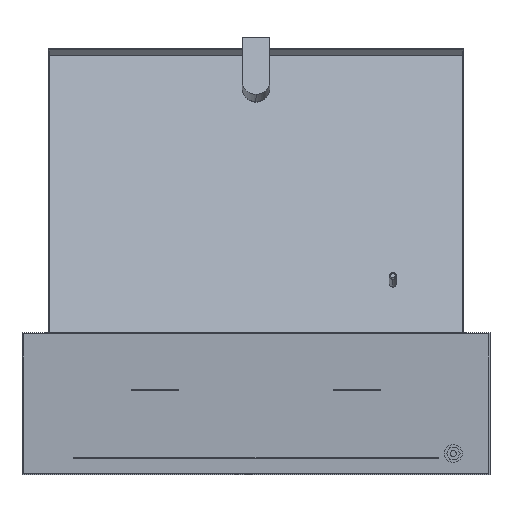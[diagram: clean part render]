
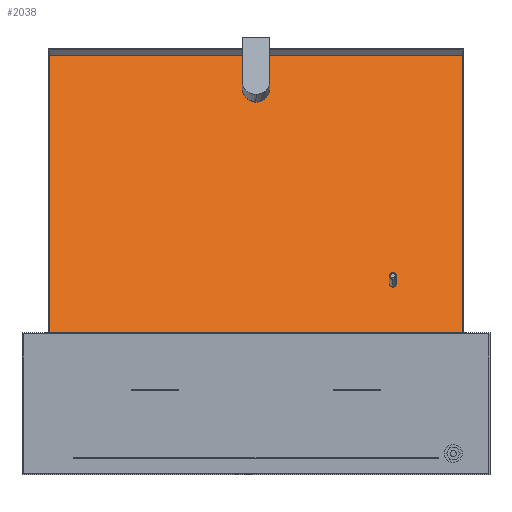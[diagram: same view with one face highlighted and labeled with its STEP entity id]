
A CAD part, left-side view. The second image highlights one B-rep face of the part: STEP entity #2038.
In plain terms, the highlighted face is planar.
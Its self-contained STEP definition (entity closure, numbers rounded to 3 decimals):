
#47 = DIRECTION ( 'NONE',  ( 1., 0., 0. ) ) ;
#167 = DIRECTION ( 'NONE',  ( 0., -1., 0. ) ) ;
#192 = FACE_BOUND ( 'NONE', #5379, .T. ) ;
#350 = DIRECTION ( 'NONE',  ( 1., 0., 0. ) ) ;
#488 = DIRECTION ( 'NONE',  ( 1., 0., 0. ) ) ;
#555 = DIRECTION ( 'NONE',  ( -1., 0., 0. ) ) ;
#1000 = VERTEX_POINT ( 'NONE', #8031 ) ;
#1411 = CARTESIAN_POINT ( 'NONE',  ( 0., 0., -1. ) ) ;
#1492 = EDGE_CURVE ( 'NONE', #3534, #1000, #6456, .T. ) ;
#1503 = VERTEX_POINT ( 'NONE', #7947 ) ;
#1824 = CARTESIAN_POINT ( 'NONE',  ( -132., 0., -1. ) ) ;
#2011 = FACE_BOUND ( 'NONE', #5681, .T. ) ;
#2038 = ADVANCED_FACE ( 'NONE', ( #2011, #5641, #192 ), #3226, .F. ) ;
#2040 = DIRECTION ( 'NONE',  ( 0., 0., 1. ) ) ;
#2223 = EDGE_CURVE ( 'NONE', #4669, #7037, #5012, .T. ) ;
#2237 = AXIS2_PLACEMENT_3D ( 'NONE', #4169, #2040, #3251 ) ;
#2339 = CARTESIAN_POINT ( 'NONE',  ( 73., -115.5, -1. ) ) ;
#2395 = CARTESIAN_POINT ( 'NONE',  ( 0., 174.5, -1. ) ) ;
#2455 = VECTOR ( 'NONE', #555, 1000. ) ;
#2981 = DIRECTION ( 'NONE',  ( 0., 1., 0. ) ) ;
#3226 = PLANE ( 'NONE',  #5118 ) ;
#3251 = DIRECTION ( 'NONE',  ( 1., 0., 0. ) ) ;
#3385 = EDGE_CURVE ( 'NONE', #7896, #3534, #3917, .T. ) ;
#3386 = CARTESIAN_POINT ( 'NONE',  ( 0., -174.5, -1. ) ) ;
#3534 = VERTEX_POINT ( 'NONE', #5871 ) ;
#3849 = DIRECTION ( 'NONE',  ( 0., 0., -1. ) ) ;
#3917 = LINE ( 'NONE', #5704, #8288 ) ;
#4169 = CARTESIAN_POINT ( 'NONE',  ( -102., 0., -1. ) ) ;
#4418 = AXIS2_PLACEMENT_3D ( 'NONE', #6813, #5023, #488 ) ;
#4449 = EDGE_CURVE ( 'NONE', #1503, #8573, #5295, .T. ) ;
#4560 = CARTESIAN_POINT ( 'NONE',  ( -132., -174.5, -1. ) ) ;
#4669 = VERTEX_POINT ( 'NONE', #8095 ) ;
#4719 = ORIENTED_EDGE ( 'NONE', *, *, #4449, .F. ) ;
#5000 = CARTESIAN_POINT ( 'NONE',  ( -90.5, 0., -1. ) ) ;
#5012 = CIRCLE ( 'NONE', #2237, 11.5 ) ;
#5023 = DIRECTION ( 'NONE',  ( 0., 0., 1. ) ) ;
#5118 = AXIS2_PLACEMENT_3D ( 'NONE', #1411, #7870, #47 ) ;
#5289 = EDGE_CURVE ( 'NONE', #1000, #9275, #8144, .T. ) ;
#5295 = CIRCLE ( 'NONE', #7199, 3. ) ;
#5379 = EDGE_LOOP ( 'NONE', ( #4719, #8585 ) ) ;
#5641 = FACE_OUTER_BOUND ( 'NONE', #7074, .T. ) ;
#5681 = EDGE_LOOP ( 'NONE', ( #8356, #7442 ) ) ;
#5704 = CARTESIAN_POINT ( 'NONE',  ( 132., 0., -1. ) ) ;
#5871 = CARTESIAN_POINT ( 'NONE',  ( 132., 174.5, -1. ) ) ;
#6077 = CIRCLE ( 'NONE', #4418, 11.5 ) ;
#6091 = CARTESIAN_POINT ( 'NONE',  ( 73., -115.5, -1. ) ) ;
#6104 = CARTESIAN_POINT ( 'NONE',  ( 70., -115.5, -1. ) ) ;
#6127 = ORIENTED_EDGE ( 'NONE', *, *, #3385, .F. ) ;
#6456 = LINE ( 'NONE', #2395, #2455 ) ;
#6478 = ORIENTED_EDGE ( 'NONE', *, *, #5289, .F. ) ;
#6749 = CARTESIAN_POINT ( 'NONE',  ( 132., -174.5, -1. ) ) ;
#6813 = CARTESIAN_POINT ( 'NONE',  ( -102., 0., -1. ) ) ;
#6836 = DIRECTION ( 'NONE',  ( 0., 0., -1. ) ) ;
#7037 = VERTEX_POINT ( 'NONE', #5000 ) ;
#7074 = EDGE_LOOP ( 'NONE', ( #6478, #8225, #6127, #7524 ) ) ;
#7199 = AXIS2_PLACEMENT_3D ( 'NONE', #2339, #6836, #7581 ) ;
#7253 = DIRECTION ( 'NONE',  ( 1., 0., 0. ) ) ;
#7263 = EDGE_CURVE ( 'NONE', #8573, #1503, #8209, .T. ) ;
#7442 = ORIENTED_EDGE ( 'NONE', *, *, #2223, .T. ) ;
#7524 = ORIENTED_EDGE ( 'NONE', *, *, #8488, .F. ) ;
#7581 = DIRECTION ( 'NONE',  ( 1., 0., 0. ) ) ;
#7624 = VECTOR ( 'NONE', #167, 1000. ) ;
#7870 = DIRECTION ( 'NONE',  ( 0., 0., 1. ) ) ;
#7896 = VERTEX_POINT ( 'NONE', #6749 ) ;
#7919 = EDGE_CURVE ( 'NONE', #7037, #4669, #6077, .T. ) ;
#7947 = CARTESIAN_POINT ( 'NONE',  ( 76., -115.5, -1. ) ) ;
#8031 = CARTESIAN_POINT ( 'NONE',  ( -132., 174.5, -1. ) ) ;
#8095 = CARTESIAN_POINT ( 'NONE',  ( -113.5, 0., -1. ) ) ;
#8144 = LINE ( 'NONE', #1824, #7624 ) ;
#8187 = LINE ( 'NONE', #3386, #8668 ) ;
#8209 = CIRCLE ( 'NONE', #9023, 3. ) ;
#8225 = ORIENTED_EDGE ( 'NONE', *, *, #1492, .F. ) ;
#8288 = VECTOR ( 'NONE', #2981, 1000. ) ;
#8356 = ORIENTED_EDGE ( 'NONE', *, *, #7919, .T. ) ;
#8488 = EDGE_CURVE ( 'NONE', #9275, #7896, #8187, .T. ) ;
#8573 = VERTEX_POINT ( 'NONE', #6104 ) ;
#8585 = ORIENTED_EDGE ( 'NONE', *, *, #7263, .F. ) ;
#8668 = VECTOR ( 'NONE', #350, 1000. ) ;
#9023 = AXIS2_PLACEMENT_3D ( 'NONE', #6091, #3849, #7253 ) ;
#9275 = VERTEX_POINT ( 'NONE', #4560 ) ;
